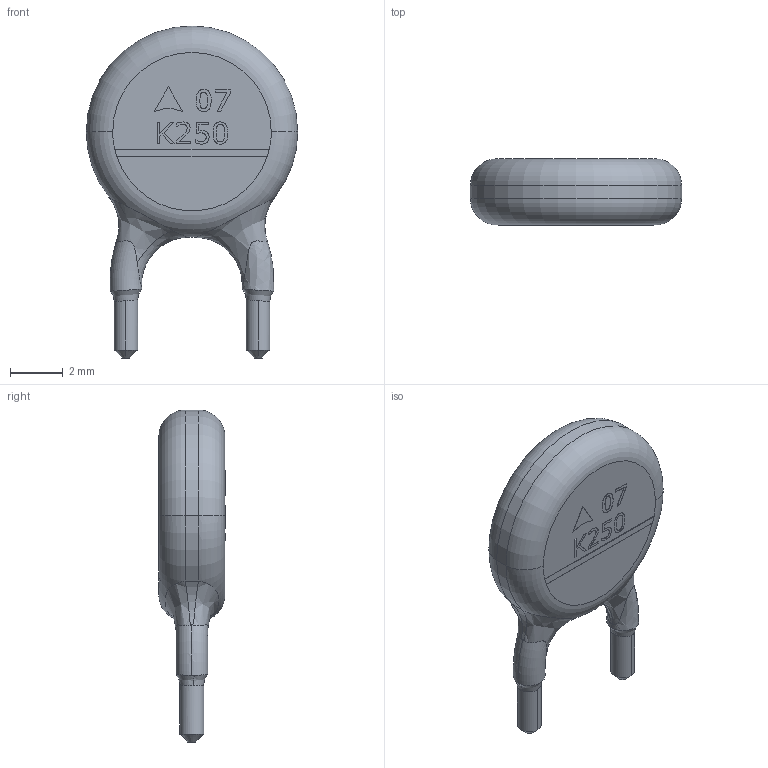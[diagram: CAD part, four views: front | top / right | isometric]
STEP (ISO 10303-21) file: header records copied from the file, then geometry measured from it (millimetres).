
FILE_DESCRIPTION(('FreeCAD Model'),'2;1');
FILE_NAME('User Library-Warystor_5mm.step', '2017-07-09T19:37:13',('kicad StepUp'),('ksu MCAD'), 'Open CASCADE STEP processor 6.8','FreeCAD','Unknown');
FILE_SCHEMA(('AUTOMOTIVE_DESIGN_CC2 { 1 2 10303 214 -1 1 5 4 }'));
Length unit declared in the file: millimetre
Products named in the file (2): ASSEMBLY; User_Library-Warystor_5mm
Assembly tree (1 placements, depth 2):
  ASSEMBLY
    User_Library-Warystor_5mm
Bounding box: 8 x 2.51 x 12.57 mm (x, y, z)
Volume: 126.7 mm3; surface area: 174.1 mm2
Topology: 1 solids, 1 shells, 135 faces, 352 edges, 228 vertices
Faces by surface type: bspline 61, plane 56, cylinder 8, torus 6, cone 4
Entity records: 7786 total; most frequent: CARTESIAN_POINT 3916, ORIENTED_EDGE 704, DIRECTION 420, EDGE_CURVE 352, VERTEX_POINT 228, LINE 176, VECTOR 176, FACE_BOUND 144
